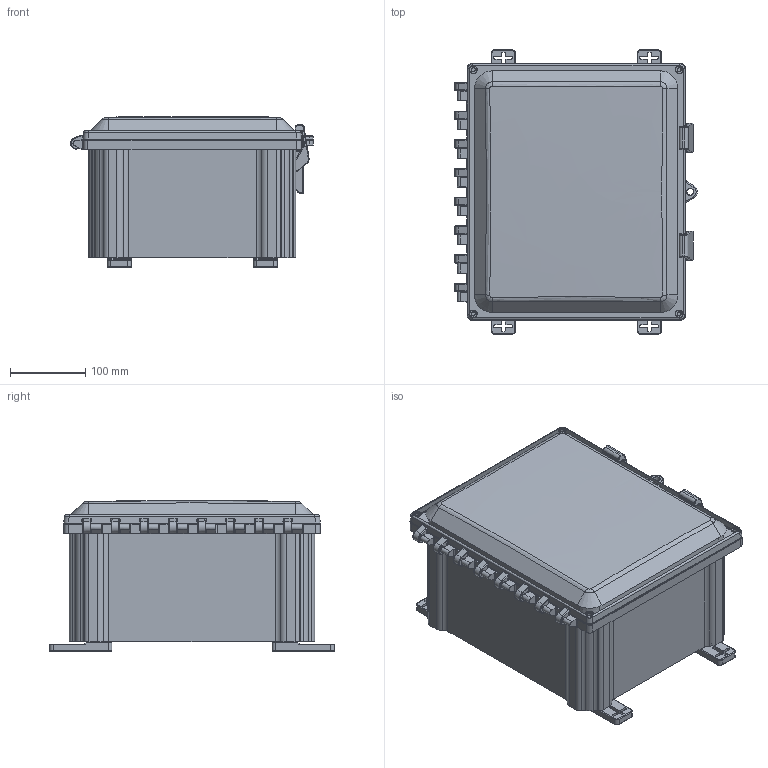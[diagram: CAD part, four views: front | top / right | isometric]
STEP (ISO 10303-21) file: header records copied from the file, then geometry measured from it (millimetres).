
FILE_DESCRIPTION (( 'STEP AP214' ), '1' );
FILE_NAME ('AHWD12106.STEP', '2024-03-05T14:45:39', ( '' ), ( '' ), 'SwSTEP 2.0', 'SolidWorks 2023', '' );
FILE_SCHEMA (( 'AUTOMOTIVE_DESIGN' ));
Length unit declared in the file: inch
Products named in the file (1): AHWD12106
Bounding box: 321.98 x 377.82 x 200.07 mm (x, y, z)
Volume: 2071830.8 mm3; surface area: 969749.4 mm2
Topology: 11 solids, 15 shells, 1855 faces, 4629 edges, 2855 vertices
Faces by surface type: plane 650, cylinder 633, bspline 513, cone 43, torus 16
Full cylindrical faces by diameter (mm): 4.76 x21, 4.826 x4, 4.953 x4, 5.08 x4, 6.35 x8, 6.731 x4, 7.112 x4, 7.937 x8, 8.319 x8, 9.474 x2, 9.525 x1, 9.906 x4, 11.43 x1, 12.38 x21, 15.88 x4
Entity records: 86173 total; most frequent: CARTESIAN_POINT 48694, ORIENTED_EDGE 8880, DIRECTION 5856, EDGE_CURVE 4440, VERTEX_POINT 2801, EDGE_LOOP 2097, LINE 2064, VECTOR 2064
